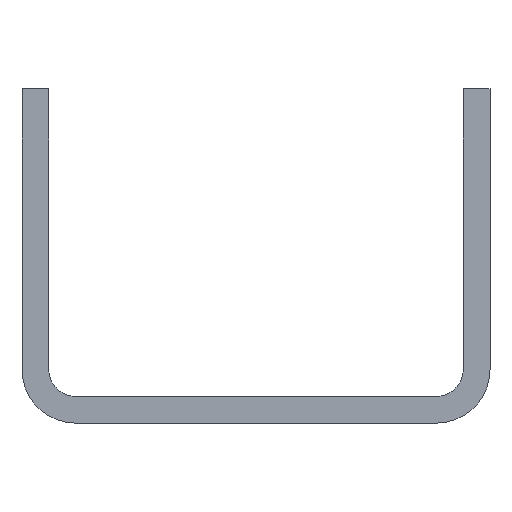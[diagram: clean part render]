
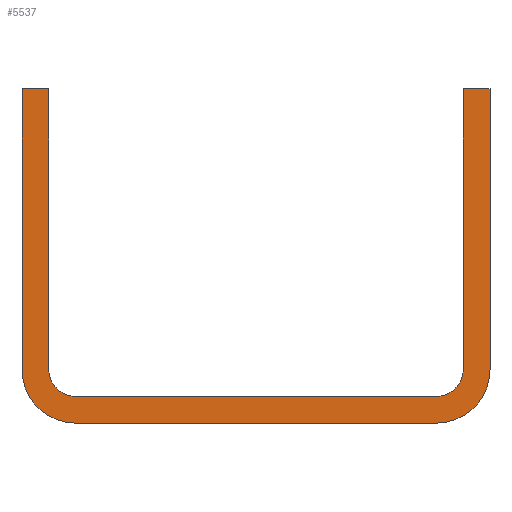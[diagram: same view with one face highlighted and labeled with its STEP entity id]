
A CAD part, front view. The second image highlights one B-rep face of the part: STEP entity #5537.
In plain terms, the highlighted planar face has unit normal (0, -1, 0).
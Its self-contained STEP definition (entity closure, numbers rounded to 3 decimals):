
#2=DIRECTION('',(0.,0.,-1.));
#3=VECTOR('',#2,42.);
#4=CARTESIAN_POINT('',(35.,0.,25.));
#5=LINE('',#4,#3);
#6=CARTESIAN_POINT('',(27.,0.,-17.));
#7=DIRECTION('',(0.,1.,0.));
#8=DIRECTION('',(1.,0.,0.));
#9=AXIS2_PLACEMENT_3D('',#6,#7,#8);
#11=DIRECTION('',(-1.,0.,0.));
#12=VECTOR('',#11,54.);
#13=CARTESIAN_POINT('',(27.,0.,-25.));
#14=LINE('',#13,#12);
#15=CARTESIAN_POINT('',(-27.,0.,-17.));
#16=DIRECTION('',(0.,1.,0.));
#17=DIRECTION('',(0.,0.,-1.));
#18=AXIS2_PLACEMENT_3D('',#15,#16,#17);
#20=DIRECTION('',(0.,0.,1.));
#21=VECTOR('',#20,42.);
#22=CARTESIAN_POINT('',(-35.,0.,-17.));
#23=LINE('',#22,#21);
#24=DIRECTION('',(1.,0.,0.));
#25=VECTOR('',#24,4.);
#26=CARTESIAN_POINT('',(-35.,0.,25.));
#27=LINE('',#26,#25);
#28=DIRECTION('',(0.,0.,-1.));
#29=VECTOR('',#28,42.);
#30=CARTESIAN_POINT('',(-31.,0.,25.));
#31=LINE('',#30,#29);
#32=CARTESIAN_POINT('',(-27.,0.,-17.));
#33=DIRECTION('',(0.,-1.,0.));
#34=DIRECTION('',(-1.,0.,0.));
#35=AXIS2_PLACEMENT_3D('',#32,#33,#34);
#37=DIRECTION('',(1.,0.,0.));
#38=VECTOR('',#37,54.);
#39=CARTESIAN_POINT('',(-27.,0.,-21.));
#40=LINE('',#39,#38);
#41=CARTESIAN_POINT('',(27.,0.,-17.));
#42=DIRECTION('',(0.,-1.,0.));
#43=DIRECTION('',(0.,0.,-1.));
#44=AXIS2_PLACEMENT_3D('',#41,#42,#43);
#46=DIRECTION('',(0.,0.,1.));
#47=VECTOR('',#46,42.);
#48=CARTESIAN_POINT('',(31.,0.,-17.));
#49=LINE('',#48,#47);
#50=DIRECTION('',(1.,0.,0.));
#51=VECTOR('',#50,4.);
#52=CARTESIAN_POINT('',(31.,0.,25.));
#53=LINE('',#52,#51);
#4210=CARTESIAN_POINT('',(35.,0.,25.));
#4211=CARTESIAN_POINT('',(35.,0.,-17.));
#4212=VERTEX_POINT('',#4210);
#4213=VERTEX_POINT('',#4211);
#4214=CARTESIAN_POINT('',(27.,0.,-25.));
#4215=VERTEX_POINT('',#4214);
#4216=CARTESIAN_POINT('',(-27.,0.,-25.));
#4217=VERTEX_POINT('',#4216);
#4218=CARTESIAN_POINT('',(-35.,0.,-17.));
#4219=VERTEX_POINT('',#4218);
#4220=CARTESIAN_POINT('',(-35.,0.,25.));
#4221=VERTEX_POINT('',#4220);
#4222=CARTESIAN_POINT('',(-31.,0.,25.));
#4223=VERTEX_POINT('',#4222);
#4224=CARTESIAN_POINT('',(-31.,0.,-17.));
#4225=VERTEX_POINT('',#4224);
#4226=CARTESIAN_POINT('',(-27.,0.,-21.));
#4227=VERTEX_POINT('',#4226);
#4228=CARTESIAN_POINT('',(27.,0.,-21.));
#4229=VERTEX_POINT('',#4228);
#4230=CARTESIAN_POINT('',(31.,0.,-17.));
#4231=VERTEX_POINT('',#4230);
#4232=CARTESIAN_POINT('',(31.,0.,25.));
#4233=VERTEX_POINT('',#4232);
#5506=CARTESIAN_POINT('',(0.,0.,0.));
#5507=DIRECTION('',(0.,1.,0.));
#5508=DIRECTION('',(1.,0.,0.));
#5509=AXIS2_PLACEMENT_3D('',#5506,#5507,#5508);
#5510=PLANE('',#5509);
#5512=ORIENTED_EDGE('',*,*,#5511,.T.);
#5514=ORIENTED_EDGE('',*,*,#5513,.T.);
#5516=ORIENTED_EDGE('',*,*,#5515,.T.);
#5518=ORIENTED_EDGE('',*,*,#5517,.T.);
#5520=ORIENTED_EDGE('',*,*,#5519,.T.);
#5522=ORIENTED_EDGE('',*,*,#5521,.T.);
#5524=ORIENTED_EDGE('',*,*,#5523,.T.);
#5526=ORIENTED_EDGE('',*,*,#5525,.T.);
#5528=ORIENTED_EDGE('',*,*,#5527,.T.);
#5530=ORIENTED_EDGE('',*,*,#5529,.T.);
#5532=ORIENTED_EDGE('',*,*,#5531,.T.);
#5534=ORIENTED_EDGE('',*,*,#5533,.T.);
#5535=EDGE_LOOP('',(#5512,#5514,#5516,#5518,#5520,#5522,#5524,#5526,#5528,#5530,
#5532,#5534));
#5536=FACE_OUTER_BOUND('',#5535,.F.);
#5537=ADVANCED_FACE('',(#5536),#5510,.F.);
#10=CIRCLE('',#9,8.);
#19=CIRCLE('',#18,8.);
#36=CIRCLE('',#35,4.);
#45=CIRCLE('',#44,4.);
#5511=EDGE_CURVE('',#4212,#4213,#5,.T.);
#5513=EDGE_CURVE('',#4213,#4215,#10,.T.);
#5515=EDGE_CURVE('',#4215,#4217,#14,.T.);
#5517=EDGE_CURVE('',#4217,#4219,#19,.T.);
#5519=EDGE_CURVE('',#4219,#4221,#23,.T.);
#5521=EDGE_CURVE('',#4221,#4223,#27,.T.);
#5523=EDGE_CURVE('',#4223,#4225,#31,.T.);
#5525=EDGE_CURVE('',#4225,#4227,#36,.T.);
#5527=EDGE_CURVE('',#4227,#4229,#40,.T.);
#5529=EDGE_CURVE('',#4229,#4231,#45,.T.);
#5531=EDGE_CURVE('',#4231,#4233,#49,.T.);
#5533=EDGE_CURVE('',#4233,#4212,#53,.T.);
